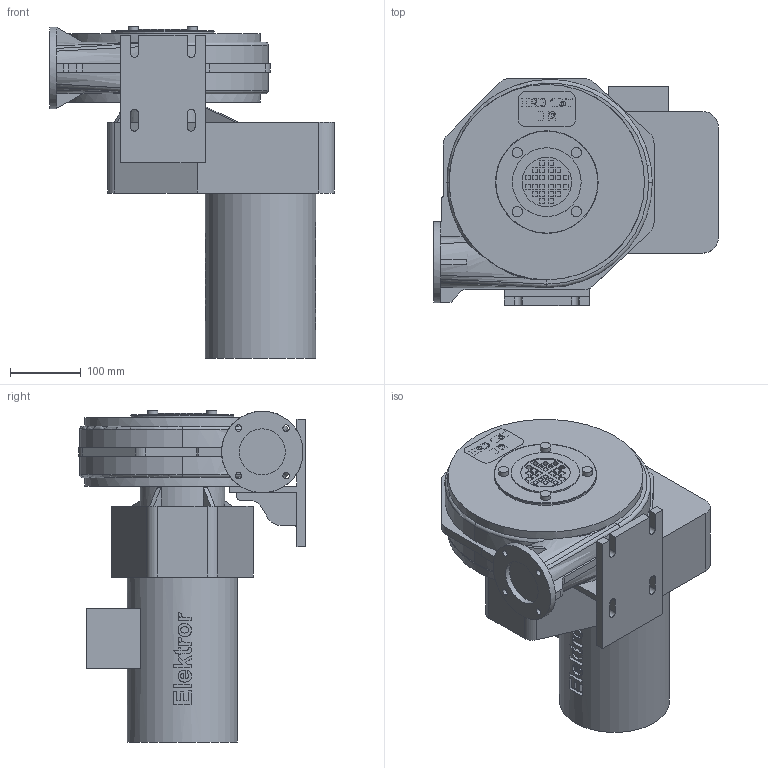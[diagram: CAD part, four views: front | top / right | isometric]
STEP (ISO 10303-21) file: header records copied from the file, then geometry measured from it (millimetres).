
FILE_DESCRIPTION((''),'2;1');
FILE_NAME('AttTemp.stp','2011-01-03T10:07:06',('fiedler'),(''),'Autodesk Inventor 2009','Autodesk Inventor 2009','');
FILE_SCHEMA(('AUTOMOTIVE_DESIGN { 1 0 10303 214 1 1 1 1 }'));
Length unit declared in the file: millimetre
Products named in the file (1): 01-TB-10073
Bounding box: 402.5 x 320.5 x 468.9 mm (x, y, z)
Volume: 18044689.3 mm3; surface area: 687818.4 mm2
Topology: 1 solids, 5 shells, 616 faces, 1683 edges, 1116 vertices
Faces by surface type: plane 328, bspline 227, cylinder 53, torus 8
Full cylindrical faces by diameter (mm): 14.4 x4, 65 x1, 70 x2, 97 x1, 115 x1, 120 x1, 144 x1, 145 x1, 156 x1, 276 x2
Entity records: 22133 total; most frequent: CARTESIAN_POINT 7159, ORIENTED_EDGE 3234, DIRECTION 2307, EDGE_CURVE 1617, VECTOR 1101, LINE 1101, VERTEX_POINT 1085, EDGE_LOOP 746
